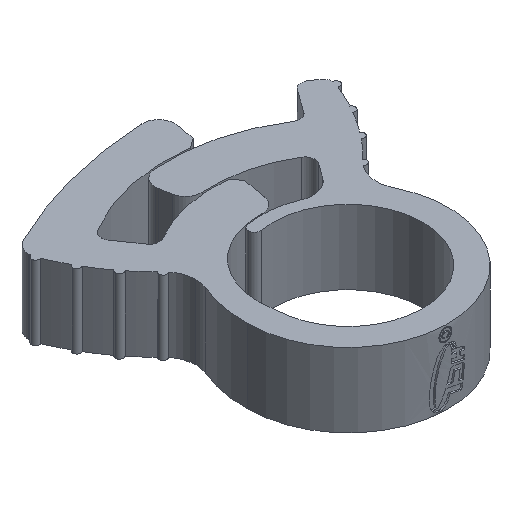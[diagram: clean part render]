
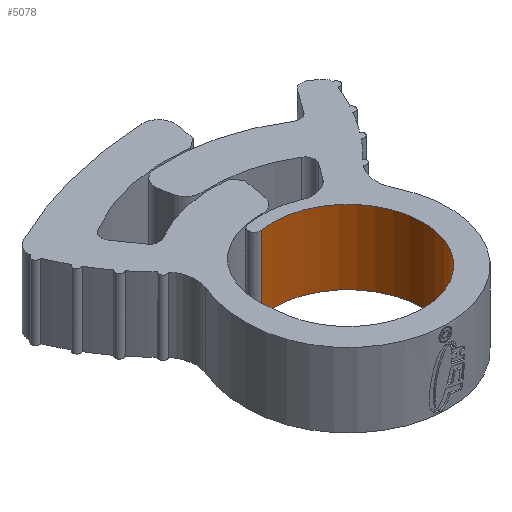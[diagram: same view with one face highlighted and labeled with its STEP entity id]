
A CAD part, isometric view. The second image highlights one B-rep face of the part: STEP entity #5078.
In plain terms, the highlighted cylindrical face has radius 4.65 mm (diameter 9.3 mm), a partial arc.
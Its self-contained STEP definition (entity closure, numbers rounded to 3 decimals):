
#63 = CARTESIAN_POINT ( 'NONE',  ( -4.65, 0., -2.3 ) ) ;
#129 = AXIS2_PLACEMENT_3D ( 'NONE', #2667, #707, #1672 ) ;
#156 = EDGE_CURVE ( 'NONE', #1978, #2521, #1798, .T. ) ;
#677 = VECTOR ( 'NONE', #4553, 1000. ) ;
#707 = DIRECTION ( 'NONE',  ( 0., 0., -1. ) ) ;
#1672 = DIRECTION ( 'NONE',  ( -1., 0., 0. ) ) ;
#1798 = LINE ( 'NONE', #3338, #3532 ) ;
#1925 = DIRECTION ( 'NONE',  ( 0., 0., -1. ) ) ;
#1978 = VERTEX_POINT ( 'NONE', #4241 ) ;
#2033 = CARTESIAN_POINT ( 'NONE',  ( 0., 0., -2.3 ) ) ;
#2090 = CARTESIAN_POINT ( 'NONE',  ( -4.65, 0., 2.3 ) ) ;
#2443 = ORIENTED_EDGE ( 'NONE', *, *, #3214, .T. ) ;
#2521 = VERTEX_POINT ( 'NONE', #4282 ) ;
#2667 = CARTESIAN_POINT ( 'NONE',  ( 0., 0., 2.3 ) ) ;
#2928 = EDGE_CURVE ( 'NONE', #1978, #5929, #3452, .T. ) ;
#3062 = ORIENTED_EDGE ( 'NONE', *, *, #3496, .F. ) ;
#3088 = ORIENTED_EDGE ( 'NONE', *, *, #2928, .F. ) ;
#3123 = CIRCLE ( 'NONE', #3767, 4.65 ) ;
#3214 = EDGE_CURVE ( 'NONE', #2521, #6252, #3123, .T. ) ;
#3338 = CARTESIAN_POINT ( 'NONE',  ( -0.8, 4.581, 2.3 ) ) ;
#3452 = CIRCLE ( 'NONE', #129, 4.65 ) ;
#3496 = EDGE_CURVE ( 'NONE', #5929, #6252, #6571, .T. ) ;
#3532 = VECTOR ( 'NONE', #4397, 1000. ) ;
#3767 = AXIS2_PLACEMENT_3D ( 'NONE', #2033, #4058, #5612 ) ;
#4058 = DIRECTION ( 'NONE',  ( 0., 0., -1. ) ) ;
#4186 = CYLINDRICAL_SURFACE ( 'NONE', #5040, 4.65 ) ;
#4241 = CARTESIAN_POINT ( 'NONE',  ( -0.8, 4.581, 2.3 ) ) ;
#4268 = CARTESIAN_POINT ( 'NONE',  ( -4.65, 0., 2.3 ) ) ;
#4282 = CARTESIAN_POINT ( 'NONE',  ( -0.8, 4.581, -2.3 ) ) ;
#4397 = DIRECTION ( 'NONE',  ( 0., 0., -1. ) ) ;
#4553 = DIRECTION ( 'NONE',  ( 0., 0., -1. ) ) ;
#4565 = ORIENTED_EDGE ( 'NONE', *, *, #156, .T. ) ;
#4848 = DIRECTION ( 'NONE',  ( -1., 0., 0. ) ) ;
#5040 = AXIS2_PLACEMENT_3D ( 'NONE', #6205, #1925, #4848 ) ;
#5078 = ADVANCED_FACE ( 'NONE', ( #5172 ), #4186, .F. ) ;
#5172 = FACE_OUTER_BOUND ( 'NONE', #5534, .T. ) ;
#5534 = EDGE_LOOP ( 'NONE', ( #2443, #3062, #3088, #4565 ) ) ;
#5612 = DIRECTION ( 'NONE',  ( -1., 0., 0. ) ) ;
#5929 = VERTEX_POINT ( 'NONE', #4268 ) ;
#6205 = CARTESIAN_POINT ( 'NONE',  ( 0., 0., 2.3 ) ) ;
#6252 = VERTEX_POINT ( 'NONE', #63 ) ;
#6571 = LINE ( 'NONE', #2090, #677 ) ;
